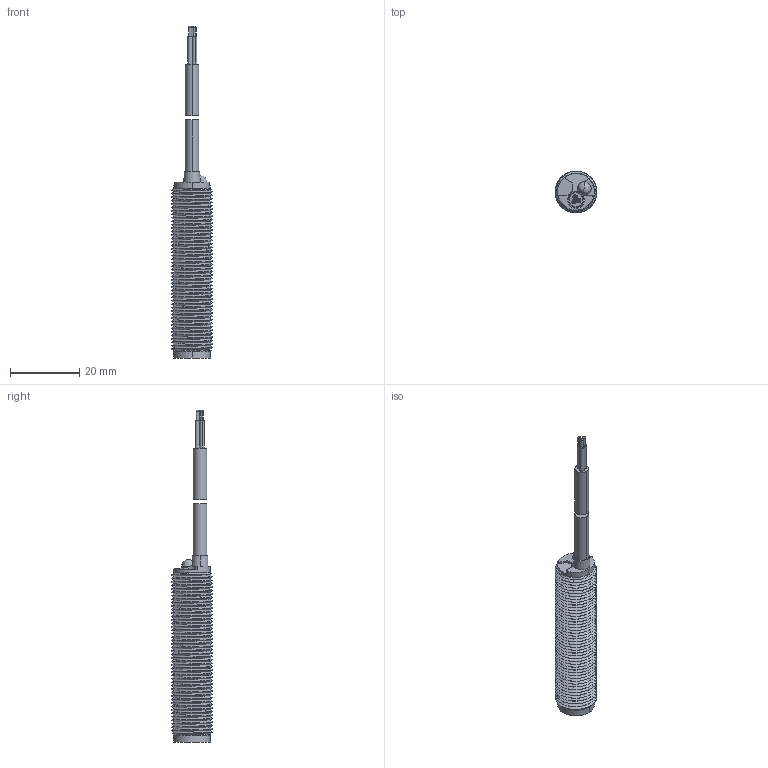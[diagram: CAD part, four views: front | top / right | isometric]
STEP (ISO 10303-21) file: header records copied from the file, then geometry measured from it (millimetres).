
FILE_DESCRIPTION((''),'2;1');
FILE_NAME('ECS1-1204A-X3LX','2017-01-10T',('Administrator'),(''),'PRO/ENGINEER BY PARAMETRIC TECHNOLOGY CORPORATION, 2007170','PRO/ENGINEER BY PARAMETRIC TECHNOLOGY CORPORATION, 2007170','');
FILE_SCHEMA(('CONFIG_CONTROL_DESIGN'));
Length unit declared in the file: millimetre
Products named in the file (1): ECS1-1204A-X3LX
Bounding box: 12 x 12 x 96 mm (x, y, z)
Volume: 5365.6 mm3; surface area: 4335.9 mm2
Topology: 2 solids, 2 shells, 180 faces, 493 edges, 317 vertices
Faces by surface type: cylinder 116, bspline 28, plane 24, sphere 6, cone 6
Entity records: 13967 total; most frequent: CARTESIAN_POINT 9880, ORIENTED_EDGE 974, DIRECTION 639, EDGE_CURVE 487, VERTEX_POINT 317, AXIS2_PLACEMENT_3D 238, B_SPLINE_CURVE_WITH_KNOTS 238, EDGE_LOOP 188
